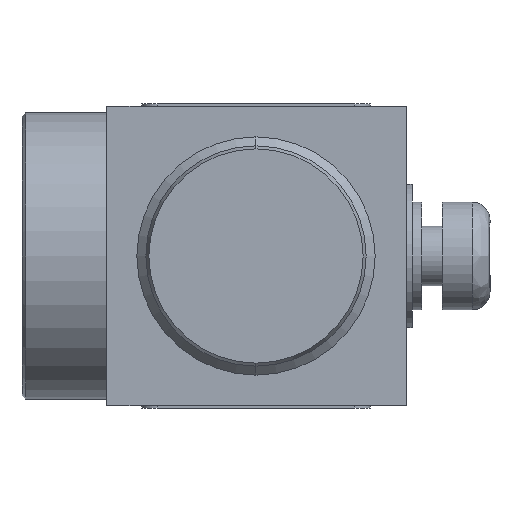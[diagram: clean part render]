
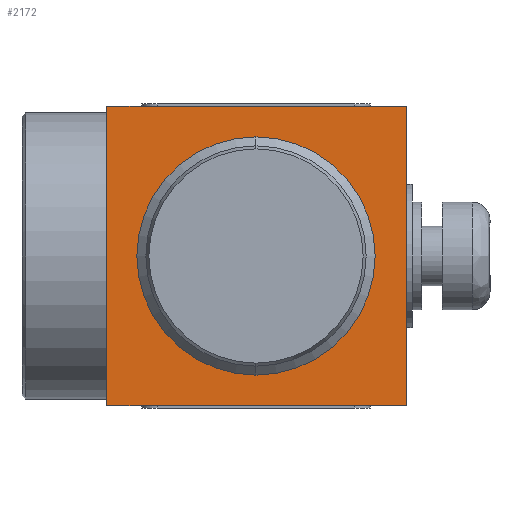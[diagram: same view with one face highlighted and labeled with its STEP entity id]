
A CAD part, left-side view. The second image highlights one B-rep face of the part: STEP entity #2172.
In plain terms, the highlighted planar face has unit normal (-1, 0, 0).
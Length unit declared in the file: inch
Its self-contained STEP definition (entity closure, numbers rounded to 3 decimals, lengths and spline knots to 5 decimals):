
#32 = VECTOR ( 'NONE', #590, 39.37008 ) ;
#33 = DIRECTION ( 'NONE',  ( 0., 1., 0. ) ) ;
#50 = EDGE_CURVE ( 'NONE', #389, #877, #799, .T. ) ;
#66 = AXIS2_PLACEMENT_3D ( 'NONE', #1773, #422, #1906 ) ;
#68 = FACE_BOUND ( 'NONE', #1250, .T. ) ;
#84 = ORIENTED_EDGE ( 'NONE', *, *, #601, .F. ) ;
#100 = CIRCLE ( 'NONE', #1492, 0.39173 ) ;
#183 = ORIENTED_EDGE ( 'NONE', *, *, #875, .T. ) ;
#315 = DIRECTION ( 'NONE',  ( -1., 0., 0. ) ) ;
#389 = VERTEX_POINT ( 'NONE', #442 ) ;
#422 = DIRECTION ( 'NONE',  ( 1., 0., 0. ) ) ;
#442 = CARTESIAN_POINT ( 'NONE',  ( -0.73819, 0., -0.39173 ) ) ;
#590 = DIRECTION ( 'NONE',  ( 0., 0., 1. ) ) ;
#601 = EDGE_CURVE ( 'NONE', #2387, #1810, #949, .T. ) ;
#614 = CARTESIAN_POINT ( 'NONE',  ( -0.73819, 0., 0.39173 ) ) ;
#725 = DIRECTION ( 'NONE',  ( 0., 0., -1. ) ) ;
#729 = LINE ( 'NONE', #1950, #1331 ) ;
#777 = VECTOR ( 'NONE', #1505, 39.37008 ) ;
#791 = CARTESIAN_POINT ( 'NONE',  ( -0.73819, -0.49409, 0.49213 ) ) ;
#799 = CIRCLE ( 'NONE', #1035, 0.39173 ) ;
#848 = ORIENTED_EDGE ( 'NONE', *, *, #1986, .F. ) ;
#875 = EDGE_CURVE ( 'NONE', #2387, #2399, #2267, .T. ) ;
#877 = VERTEX_POINT ( 'NONE', #614 ) ;
#949 = LINE ( 'NONE', #1686, #2184 ) ;
#1035 = AXIS2_PLACEMENT_3D ( 'NONE', #1430, #315, #1061 ) ;
#1061 = DIRECTION ( 'NONE',  ( 0., 0., -1. ) ) ;
#1183 = FACE_OUTER_BOUND ( 'NONE', #1216, .T. ) ;
#1216 = EDGE_LOOP ( 'NONE', ( #183, #1303, #848, #84 ) ) ;
#1239 = VERTEX_POINT ( 'NONE', #2192 ) ;
#1250 = EDGE_LOOP ( 'NONE', ( #1632, #1824 ) ) ;
#1292 = CARTESIAN_POINT ( 'NONE',  ( -0.73819, 0., 0. ) ) ;
#1303 = ORIENTED_EDGE ( 'NONE', *, *, #1563, .T. ) ;
#1307 = CARTESIAN_POINT ( 'NONE',  ( -0.73819, 0.49016, 0.49213 ) ) ;
#1331 = VECTOR ( 'NONE', #1588, 39.37008 ) ;
#1403 = EDGE_CURVE ( 'NONE', #877, #389, #100, .T. ) ;
#1430 = CARTESIAN_POINT ( 'NONE',  ( -0.73819, 0., 0. ) ) ;
#1492 = AXIS2_PLACEMENT_3D ( 'NONE', #1292, #2214, #725 ) ;
#1505 = DIRECTION ( 'NONE',  ( 0., 0., 1. ) ) ;
#1563 = EDGE_CURVE ( 'NONE', #2399, #1239, #729, .T. ) ;
#1588 = DIRECTION ( 'NONE',  ( 0., 1., 0. ) ) ;
#1632 = ORIENTED_EDGE ( 'NONE', *, *, #50, .F. ) ;
#1676 = LINE ( 'NONE', #1307, #777 ) ;
#1686 = CARTESIAN_POINT ( 'NONE',  ( -0.73819, 0.49016, -0.49213 ) ) ;
#1763 = CARTESIAN_POINT ( 'NONE',  ( -0.73819, 0.49016, -0.49213 ) ) ;
#1773 = CARTESIAN_POINT ( 'NONE',  ( -0.73819, 0.49016, 0.49213 ) ) ;
#1810 = VERTEX_POINT ( 'NONE', #1763 ) ;
#1824 = ORIENTED_EDGE ( 'NONE', *, *, #1403, .F. ) ;
#1902 = CARTESIAN_POINT ( 'NONE',  ( -0.73819, -0.49409, 0.49213 ) ) ;
#1906 = DIRECTION ( 'NONE',  ( 0., 0., -1. ) ) ;
#1929 = PLANE ( 'NONE',  #66 ) ;
#1950 = CARTESIAN_POINT ( 'NONE',  ( -0.73819, 0., 0.49213 ) ) ;
#1986 = EDGE_CURVE ( 'NONE', #1810, #1239, #1676, .T. ) ;
#2086 = CARTESIAN_POINT ( 'NONE',  ( -0.73819, -0.49409, -0.49213 ) ) ;
#2172 = ADVANCED_FACE ( 'NONE', ( #68, #1183 ), #1929, .F. ) ;
#2184 = VECTOR ( 'NONE', #33, 39.37008 ) ;
#2192 = CARTESIAN_POINT ( 'NONE',  ( -0.73819, 0.49016, 0.49213 ) ) ;
#2214 = DIRECTION ( 'NONE',  ( -1., 0., 0. ) ) ;
#2267 = LINE ( 'NONE', #791, #32 ) ;
#2387 = VERTEX_POINT ( 'NONE', #2086 ) ;
#2399 = VERTEX_POINT ( 'NONE', #1902 ) ;
